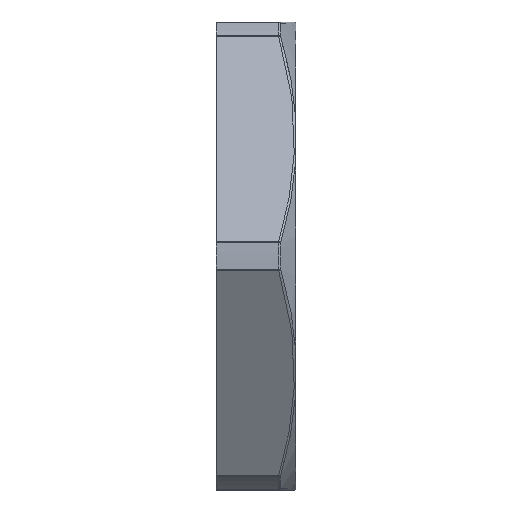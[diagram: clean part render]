
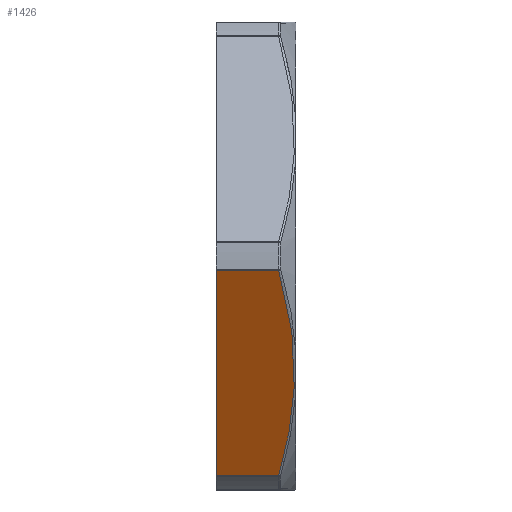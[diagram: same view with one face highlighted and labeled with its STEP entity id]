
A CAD part, front view. The second image highlights one B-rep face of the part: STEP entity #1426.
In plain terms, the highlighted planar face has unit normal (0, -0.866, -0.5).
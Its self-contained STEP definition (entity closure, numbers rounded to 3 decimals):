
#54=PLANE('',#1588);
#215=FACE_OUTER_BOUND('',#315,.T.);
#315=EDGE_LOOP('',(#1139,#1140,#1141,#1142));
#381=LINE('',#3026,#474);
#412=LINE('',#3446,#505);
#414=LINE('',#3468,#507);
#474=VECTOR('',#1736,10.);
#505=VECTOR('',#1883,10.);
#507=VECTOR('',#1907,10.);
#581=B_SPLINE_CURVE_WITH_KNOTS('',3,(#3462,#3463,#3464,#3465,#3466,#3467),
 .UNSPECIFIED.,.F.,.F.,(4,1,1,4),(0.233,0.833,1.433,
2.333),.UNSPECIFIED.);
#620=VERTEX_POINT('',#3023);
#621=VERTEX_POINT('',#3025);
#681=VERTEX_POINT('',#3444);
#684=VERTEX_POINT('',#3461);
#760=EDGE_CURVE('',#620,#621,#381,.T.);
#846=EDGE_CURVE('',#681,#620,#412,.T.);
#854=EDGE_CURVE('',#684,#681,#581,.T.);
#855=EDGE_CURVE('',#621,#684,#414,.T.);
#1139=ORIENTED_EDGE('',*,*,#846,.F.);
#1140=ORIENTED_EDGE('',*,*,#854,.F.);
#1141=ORIENTED_EDGE('',*,*,#855,.F.);
#1142=ORIENTED_EDGE('',*,*,#760,.F.);
#1426=ADVANCED_FACE('',(#215),#54,.F.);
#1588=AXIS2_PLACEMENT_3D('',#3460,#1905,#1906);
#1736=DIRECTION('',(0.,-0.5,0.866));
#1883=DIRECTION('',(-1.,0.,0.));
#1905=DIRECTION('center_axis',(0.,0.866,0.5));
#1906=DIRECTION('ref_axis',(0.,0.5,-0.866));
#1907=DIRECTION('',(1.,0.,0.));
#3023=CARTESIAN_POINT('',(-6.99,-12.563,-19.24));
#3025=CARTESIAN_POINT('',(-6.99,-22.944,-1.26));
#3026=CARTESIAN_POINT('',(-6.99,-17.486,-10.714));
#3444=CARTESIAN_POINT('',(-1.508,-12.563,-19.24));
#3446=CARTESIAN_POINT('',(-3.495,-12.563,-19.24));
#3460=CARTESIAN_POINT('Origin',(0.,-22.968,-1.219));
#3461=CARTESIAN_POINT('',(-1.508,-22.944,-1.26));
#3462=CARTESIAN_POINT('Ctrl Pts',(-1.508,-22.944,-1.26));
#3463=CARTESIAN_POINT('Ctrl Pts',(-1.017,-21.974,-2.939));
#3464=CARTESIAN_POINT('Ctrl Pts',(-0.239,-20.008,
-6.344));
#3465=CARTESIAN_POINT('Ctrl Pts',(0.063,-16.498,-12.425));
#3466=CARTESIAN_POINT('Ctrl Pts',(-0.771,-14.018,
-16.721));
#3467=CARTESIAN_POINT('Ctrl Pts',(-1.508,-12.563,-19.24));
#3468=CARTESIAN_POINT('',(-3.495,-22.944,-1.26));
